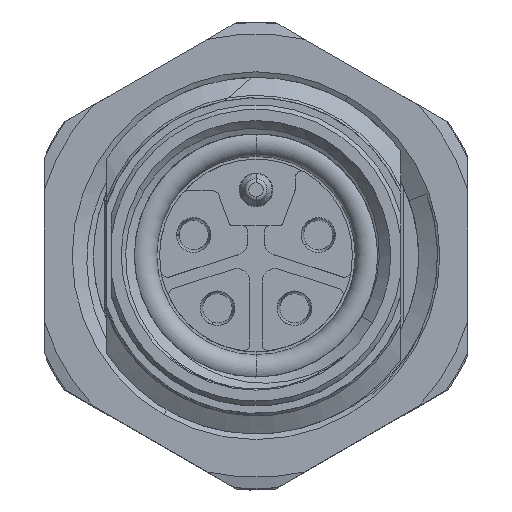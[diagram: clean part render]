
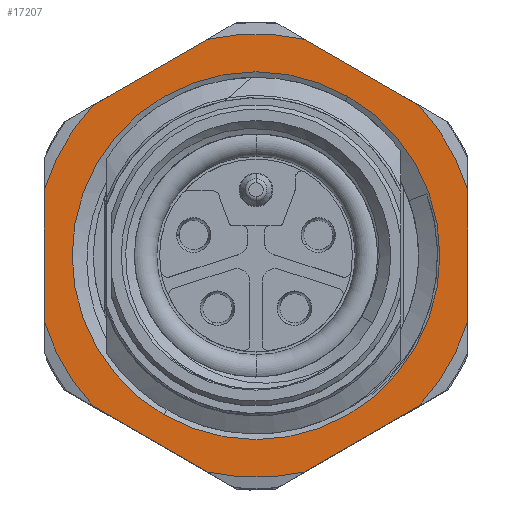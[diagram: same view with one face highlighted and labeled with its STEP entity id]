
A CAD part, top view. The second image highlights one B-rep face of the part: STEP entity #17207.
In plain terms, the highlighted planar face has unit normal (0, 0, 1).
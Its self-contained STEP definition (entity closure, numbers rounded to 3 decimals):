
#15605=CARTESIAN_POINT('',(9.706,-2.188,0.));
#15797=CARTESIAN_POINT('',(0.,0.,0.));
#15798=DIRECTION('',(0.,0.,-1.));
#15799=DIRECTION('',(0.,1.,0.));
#15800=AXIS2_PLACEMENT_3D('',#15797,#15798,#15799);
#16080=CARTESIAN_POINT('',(0.,0.,0.));
#16081=DIRECTION('',(0.,0.,1.));
#16082=DIRECTION('',(0.,1.,0.));
#16083=AXIS2_PLACEMENT_3D('',#16080,#16081,#16082);
#16089=DIRECTION('',(-0.5,-0.866,0.));
#16090=VECTOR('',#16089,5.917);
#16091=CARTESIAN_POINT('',(9.706,-2.188,0.));
#16092=LINE('',#16091,#16090);
#16093=CARTESIAN_POINT('',(0.,0.,0.));
#16094=DIRECTION('',(0.,0.,-1.));
#16095=DIRECTION('',(0.678,-0.735,0.));
#16096=AXIS2_PLACEMENT_3D('',#16093,#16094,#16095);
#16098=DIRECTION('',(-1.,0.,0.));
#16099=VECTOR('',#16098,5.917);
#16100=CARTESIAN_POINT('',(2.958,-9.5,0.));
#16101=LINE('',#16100,#16099);
#16102=CARTESIAN_POINT('',(0.,0.,0.));
#16103=DIRECTION('',(0.,0.,-1.));
#16104=DIRECTION('',(-0.297,-0.955,0.));
#16105=AXIS2_PLACEMENT_3D('',#16102,#16103,#16104);
#16107=DIRECTION('',(-0.5,0.866,0.));
#16108=VECTOR('',#16107,5.917);
#16109=CARTESIAN_POINT('',(-6.748,-7.312,0.));
#16110=LINE('',#16109,#16108);
#16111=DIRECTION('',(0.5,0.866,0.));
#16112=VECTOR('',#16111,5.917);
#16113=CARTESIAN_POINT('',(-9.706,2.188,0.));
#16114=LINE('',#16113,#16112);
#16115=CARTESIAN_POINT('',(0.,0.,0.));
#16116=DIRECTION('',(0.,0.,-1.));
#16117=DIRECTION('',(-0.678,0.735,0.));
#16118=AXIS2_PLACEMENT_3D('',#16115,#16116,#16117);
#16120=DIRECTION('',(1.,0.,0.));
#16121=VECTOR('',#16120,5.917);
#16122=CARTESIAN_POINT('',(-2.958,9.5,0.));
#16123=LINE('',#16122,#16121);
#16124=CARTESIAN_POINT('',(0.,0.,0.));
#16125=DIRECTION('',(0.,0.,-1.));
#16126=DIRECTION('',(0.297,0.955,0.));
#16127=AXIS2_PLACEMENT_3D('',#16124,#16125,#16126);
#16129=DIRECTION('',(0.5,-0.866,0.));
#16130=VECTOR('',#16129,5.917);
#16131=CARTESIAN_POINT('',(6.748,7.312,0.));
#16132=LINE('',#16131,#16130);
#16143=CARTESIAN_POINT('',(0.,0.,0.));
#16144=DIRECTION('',(0.,0.,1.));
#16145=DIRECTION('',(0.976,-0.22,0.));
#16146=AXIS2_PLACEMENT_3D('',#16143,#16144,#16145);
#16168=CARTESIAN_POINT('',(0.,0.,0.));
#16169=DIRECTION('',(0.,0.,1.));
#16170=DIRECTION('',(-0.976,0.22,0.));
#16171=AXIS2_PLACEMENT_3D('',#16168,#16169,#16170);
#16260=CARTESIAN_POINT('',(9.706,2.188,0.));
#16332=CARTESIAN_POINT('',(-9.706,-2.188,0.));
#16380=CARTESIAN_POINT('',(-9.706,2.188,0.));
#16393=CARTESIAN_POINT('',(6.748,-7.312,0.));
#16394=CARTESIAN_POINT('',(2.958,-9.5,0.));
#16395=VERTEX_POINT('',#16393);
#16396=VERTEX_POINT('',#16394);
#16397=CARTESIAN_POINT('',(-2.958,-9.5,0.));
#16398=CARTESIAN_POINT('',(-6.748,-7.312,0.));
#16399=VERTEX_POINT('',#16397);
#16400=VERTEX_POINT('',#16398);
#16401=CARTESIAN_POINT('',(-6.748,7.312,0.));
#16402=CARTESIAN_POINT('',(-2.958,9.5,0.));
#16403=VERTEX_POINT('',#16401);
#16404=VERTEX_POINT('',#16402);
#16405=CARTESIAN_POINT('',(2.958,9.5,0.));
#16406=CARTESIAN_POINT('',(6.748,7.312,0.));
#16407=VERTEX_POINT('',#16405);
#16408=VERTEX_POINT('',#16406);
#16426=VERTEX_POINT('',#15605);
#16427=VERTEX_POINT('',#16260);
#16430=VERTEX_POINT('',#16380);
#16431=VERTEX_POINT('',#16332);
#16433=CARTESIAN_POINT('',(0.,8.25,0.));
#16435=VERTEX_POINT('',#16433);
#16437=CARTESIAN_POINT('',(0.,-8.25,0.));
#16438=VERTEX_POINT('',#16437);
#17173=CARTESIAN_POINT('',(0.,0.,0.));
#17174=DIRECTION('',(0.,0.,-1.));
#17175=DIRECTION('',(0.,-1.,0.));
#17176=AXIS2_PLACEMENT_3D('',#17173,#17174,#17175);
#17177=PLANE('',#17176);
#17179=ORIENTED_EDGE('',*,*,#17178,.F.);
#17180=ORIENTED_EDGE('',*,*,#16571,.T.);
#17182=ORIENTED_EDGE('',*,*,#17181,.T.);
#17184=ORIENTED_EDGE('',*,*,#17183,.T.);
#17186=ORIENTED_EDGE('',*,*,#17185,.T.);
#17188=ORIENTED_EDGE('',*,*,#17187,.T.);
#17190=ORIENTED_EDGE('',*,*,#17189,.F.);
#17192=ORIENTED_EDGE('',*,*,#17191,.T.);
#17194=ORIENTED_EDGE('',*,*,#17193,.T.);
#17196=ORIENTED_EDGE('',*,*,#17195,.T.);
#17198=ORIENTED_EDGE('',*,*,#17197,.T.);
#17200=ORIENTED_EDGE('',*,*,#17199,.T.);
#17201=EDGE_LOOP('',(#17179,#17180,#17182,#17184,#17186,#17188,#17190,#17192,
#17194,#17196,#17198,#17200));
#17202=FACE_OUTER_BOUND('',#17201,.F.);
#17203=ORIENTED_EDGE('',*,*,#16800,.F.);
#17204=ORIENTED_EDGE('',*,*,#17166,.T.);
#17205=EDGE_LOOP('',(#17203,#17204));
#17206=FACE_BOUND('',#17205,.F.);
#15801=CIRCLE('',#15800,8.25);
#16084=CIRCLE('',#16083,8.25);
#16097=CIRCLE('',#16096,9.95);
#16106=CIRCLE('',#16105,9.95);
#16119=CIRCLE('',#16118,9.95);
#16128=CIRCLE('',#16127,9.95);
#16147=CIRCLE('',#16146,9.95);
#16172=CIRCLE('',#16171,9.95);
#16571=EDGE_CURVE('',#16426,#16395,#16092,.T.);
#16800=EDGE_CURVE('',#16435,#16438,#15801,.T.);
#17166=EDGE_CURVE('',#16435,#16438,#16084,.T.);
#17178=EDGE_CURVE('',#16426,#16427,#16147,.T.);
#17181=EDGE_CURVE('',#16395,#16396,#16097,.T.);
#17183=EDGE_CURVE('',#16396,#16399,#16101,.T.);
#17185=EDGE_CURVE('',#16399,#16400,#16106,.T.);
#17187=EDGE_CURVE('',#16400,#16431,#16110,.T.);
#17189=EDGE_CURVE('',#16430,#16431,#16172,.T.);
#17191=EDGE_CURVE('',#16430,#16403,#16114,.T.);
#17193=EDGE_CURVE('',#16403,#16404,#16119,.T.);
#17195=EDGE_CURVE('',#16404,#16407,#16123,.T.);
#17197=EDGE_CURVE('',#16407,#16408,#16128,.T.);
#17199=EDGE_CURVE('',#16408,#16427,#16132,.T.);
#17207=ADVANCED_FACE('',(#17202,#17206),#17177,.F.);
